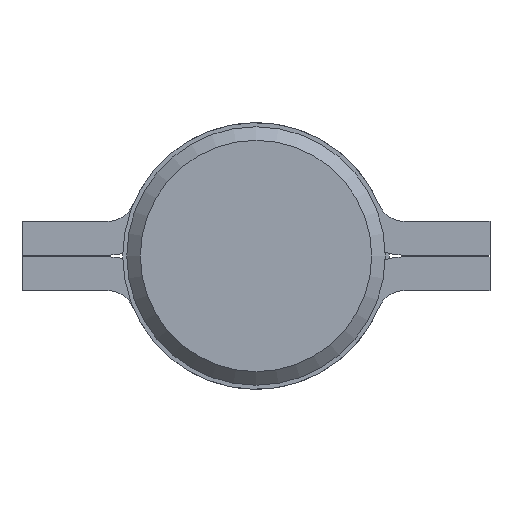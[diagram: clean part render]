
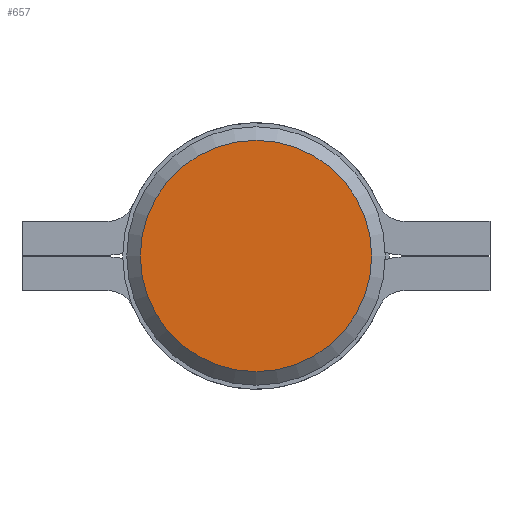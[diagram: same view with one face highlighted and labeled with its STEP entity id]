
A CAD part, front view. The second image highlights one B-rep face of the part: STEP entity #657.
In plain terms, the highlighted planar face has unit normal (0, -1, 0).
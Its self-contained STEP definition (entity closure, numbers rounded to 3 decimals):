
#657 = ADVANCED_FACE ( 'NONE', ( #11687 ), #9458, .F. ) ;
#1825 = AXIS2_PLACEMENT_3D ( 'NONE', #6604, #1942, #4865 ) ;
#1942 = DIRECTION ( 'NONE',  ( 0., -1., 0. ) ) ;
#2484 = CARTESIAN_POINT ( 'NONE',  ( 0., -102.5, 8.5 ) ) ;
#2804 = DIRECTION ( 'NONE',  ( 0., 0., 1. ) ) ;
#4009 = ORIENTED_EDGE ( 'NONE', *, *, #5683, .T. ) ;
#4865 = DIRECTION ( 'NONE',  ( 0., 0., 1. ) ) ;
#5683 = EDGE_CURVE ( 'NONE', #7846, #7846, #6615, .T. ) ;
#5735 = DIRECTION ( 'NONE',  ( 0., 1., 0. ) ) ;
#6140 = AXIS2_PLACEMENT_3D ( 'NONE', #11389, #5735, #2804 ) ;
#6604 = CARTESIAN_POINT ( 'NONE',  ( 0., -102.5, 0. ) ) ;
#6615 = CIRCLE ( 'NONE', #1825, 8.5 ) ;
#7846 = VERTEX_POINT ( 'NONE', #2484 ) ;
#9458 = PLANE ( 'NONE',  #6140 ) ;
#9600 = EDGE_LOOP ( 'NONE', ( #4009 ) ) ;
#11389 = CARTESIAN_POINT ( 'NONE',  ( 0., -102.5, 0. ) ) ;
#11687 = FACE_OUTER_BOUND ( 'NONE', #9600, .T. ) ;
